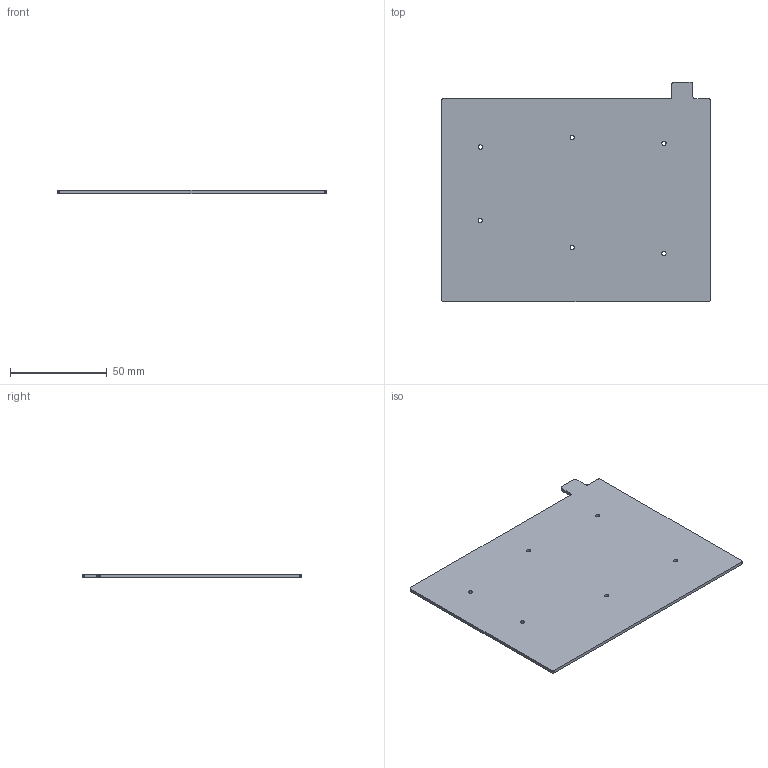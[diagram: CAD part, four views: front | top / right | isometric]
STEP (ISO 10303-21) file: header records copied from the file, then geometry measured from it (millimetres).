
FILE_DESCRIPTION(('KiCad electronic assembly'),'2;1');
FILE_NAME('ember_bottom_plate.step','2023-09-02T14:01:10',('Pcbnew'),( 'Kicad'),'Open CASCADE STEP processor 7.6','KiCad to STEP converter' ,'Unknown');
FILE_SCHEMA(('AUTOMOTIVE_DESIGN { 1 0 10303 214 1 1 1 1 }'));
Length unit declared in the file: millimetre
Products named in the file (2): ember_bottom_plate 1; ember_bottom_plate PCB
Assembly tree (1 placements, depth 2):
  ember_bottom_plate 1
    ember_bottom_plate PCB
Bounding box: 139 x 113.5 x 1.6 mm (x, y, z)
Volume: 23463.7 mm3; surface area: 30198.5 mm2
Topology: 1 solids, 1 shells, 80 faces, 234 edges, 156 vertices
Faces by surface type: plane 74, cylinder 6
Full cylindrical faces by diameter (mm): 2.2 x6
Entity records: 5759 total; most frequent: CARTESIAN_POINT 1012, DIRECTION 866, LINE 678, VECTOR 678, ORIENTED_EDGE 468, PCURVE 468, DEFINITIONAL_REPRESENTATION 468, EDGE_CURVE 234
